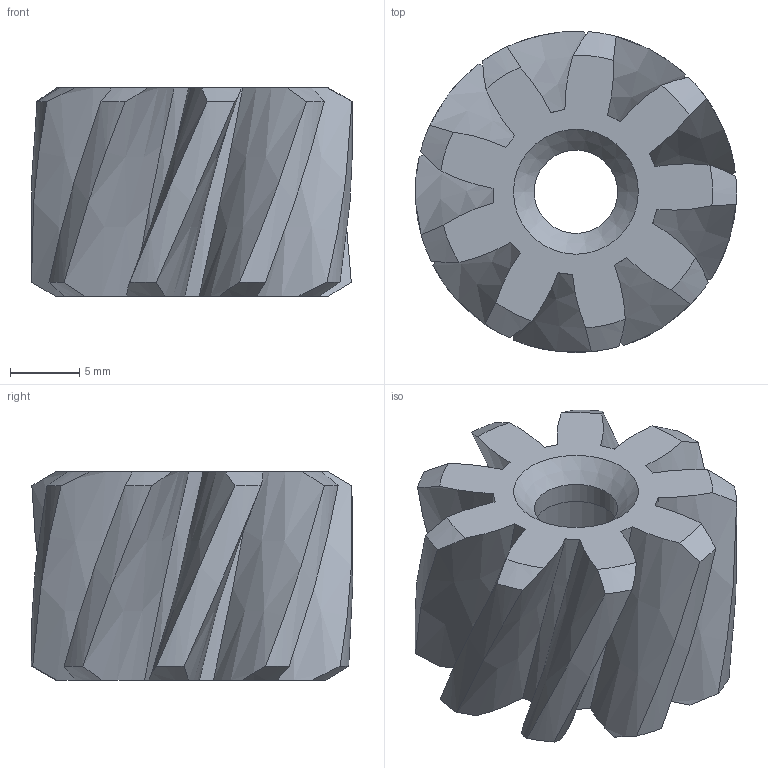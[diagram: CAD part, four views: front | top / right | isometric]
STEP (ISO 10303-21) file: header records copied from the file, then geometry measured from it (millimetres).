
FILE_DESCRIPTION(/* description */ (''),/* implementation_level */ '2;1');
FILE_NAME(/* name */ 'Spur Gear21.step',/* time_stamp */ '2025-04-03T01:46:47+02:00',/* author */ ('rocke'),/* organization */ (''),/* preprocessor_version */ 'ST-DEVELOPER v18.1',/* originating_system */ 'Autodesk Inventor 2021',/* authorisation */ '');
FILE_SCHEMA (('CONFIG_CONTROL_DESIGN','AP203_CONFIGURATION_CONTROLLED_3D_DESIGN_OF_MECHANICAL_PARTS_AND_ASSEMBLIES_MIM_LF { 1 0 10303 203 3 1 4 }','AUTOMOTIVE_DESIGN { 1 0 10303 214 3 1 1 }'));
Length unit declared in the file: millimetre
Products named in the file (1): Spur Gear2
Bounding box: 23.14 x 23.15 x 15 mm (x, y, z)
Volume: 2837.5 mm3; surface area: 2909.1 mm2
Topology: 1 solids, 1 shells, 60 faces, 173 edges, 116 vertices
Faces by surface type: bspline 27, cone 19, cylinder 11, plane 3
Full cylindrical faces by diameter (mm): 6 x1, 10.2 x1
Entity records: 2698 total; most frequent: CARTESIAN_POINT 1349, ORIENTED_EDGE 346, EDGE_CURVE 173, DIRECTION 159, B_SPLINE_CURVE_WITH_KNOTS 126, VERTEX_POINT 116, AXIS2_PLACEMENT_3D 78, EDGE_LOOP 63
